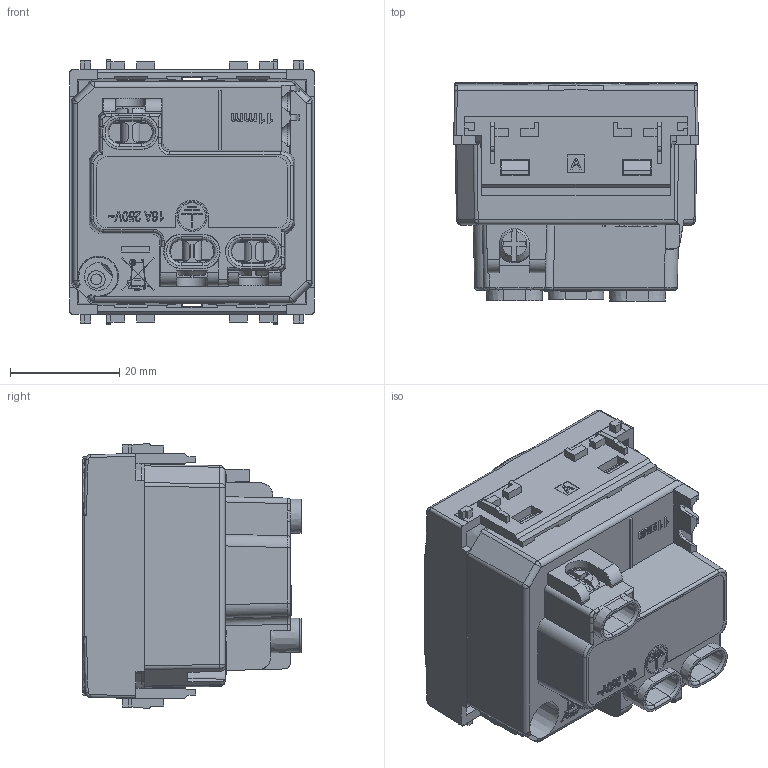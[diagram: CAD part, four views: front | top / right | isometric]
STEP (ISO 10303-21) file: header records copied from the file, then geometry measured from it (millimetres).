
FILE_DESCRIPTION (( 'STEP AP214' ), '1' );
FILE_NAME ('4BOX-P40-ARKE.STEP', '2024-08-22T23:53:11', ( '' ), ( '' ), 'SwSTEP 2.0', 'SolidWorks 2016', '' );
FILE_SCHEMA (( 'AUTOMOTIVE_DESIGN' ));
Length unit declared in the file: millimetre
Products named in the file (18): M3.5X6-20200624; 4BOX-P40-ARKE; 31285042-p40酘衵源偶3; D801005049-; LF40207002-20240301載陔; P40接地连接片-客户设计; 4BOX-P40脣釱醱啣-ARKE-20200729; P40酘衵-源偶3郪璃; P17-SHUTTER_AF0_14; DT16011_AF0_21; DP16012_AF0_13; 2.5豜肣穩隊-; 31285044-; LK40207050-22; P40諉華郪璃; 揤盄え; 湮す悵誘藷-陔耀
Assembly tree (22 placements, depth 3):
  4BOX-P40-ARKE
    LF40207002-20240301載陔
    湮す悵誘藷-陔耀
      DT16011_AF0_21
      DP16012_AF0_13
      P17-SHUTTER_AF0_14
    P40諉華郪璃
      31285044-
      2.5豜肣穩隊-
      P40接地连接片-客户设计
      D801005049-
      揤盄え
      M3.5X6-20200624
    P40酘衵-源偶3郪璃
      31285042-p40酘衵源偶3
      M3.5X6-20200624
      LK40207050-22
    P40酘衵-源偶3郪璃
      31285042-p40酘衵源偶3
      揤盄え
      M3.5X6-20200624
      LK40207050-22
    4BOX-P40脣釱醱啣-ARKE-20200729
Bounding box: 44.8 x 39.91 x 48.45 mm (x, y, z)
Volume: 22227.2 mm3; surface area: 36808.8 mm2
Topology: 18 solids, 20 shells, 7386 faces, 19332 edges, 12792 vertices
Faces by surface type: plane 6068, cylinder 632, bspline 474, cone 158, torus 50, sphere 4
Entity records: 176826 total; most frequent: CARTESIAN_POINT 58553, ORIENTED_EDGE 26436, DIRECTION 20368, EDGE_CURVE 13218, VECTOR 9638, LINE 9638, VERTEX_POINT 8738, EDGE_LOOP 5484
